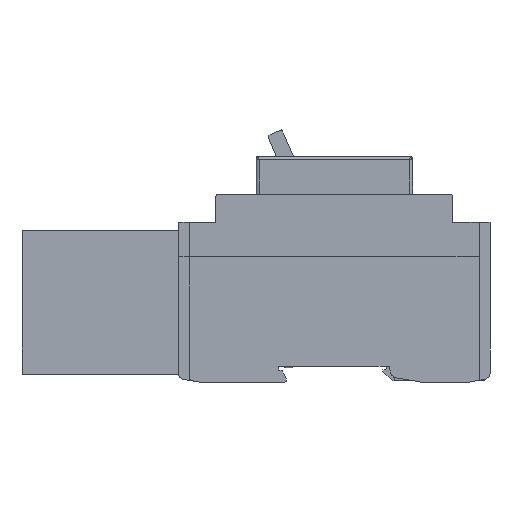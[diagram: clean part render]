
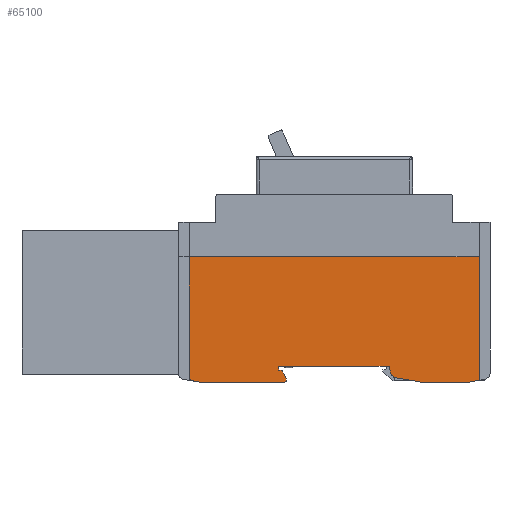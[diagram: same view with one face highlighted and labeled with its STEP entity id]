
A CAD part, left-side view. The second image highlights one B-rep face of the part: STEP entity #65100.
In plain terms, the highlighted planar face has unit normal (-1, 0, 0).
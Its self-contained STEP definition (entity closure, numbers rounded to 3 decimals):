
#6520=CARTESIAN_POINT('',(59.006,393.002,
-70.619));
#6530=DIRECTION('',(1.,0.,0.));
#6540=DIRECTION('',(0.,-1.,0.));
#6550=AXIS2_PLACEMENT_3D('',#6520,#6530,#6540);
#6560=CIRCLE('',#6550,1.);
#6570=CARTESIAN_POINT('',(59.006,393.176,
-71.603));
#6580=VERTEX_POINT('',#6570);
#6590=CARTESIAN_POINT('',(59.006,394.002,
-70.619));
#6600=VERTEX_POINT('',#6590);
#6610=EDGE_CURVE('',#6580,#6600,#6560,.T.);
#37610=CARTESIAN_POINT('',(59.006,365.552,0.));
#37620=DIRECTION('',(0.,0.,-1.));
#37630=VECTOR('',#37620,1.);
#37640=LINE('',#37610,#37630);
#37650=CARTESIAN_POINT('',(59.006,365.552,
-67.));
#37660=VERTEX_POINT('',#37650);
#37670=CARTESIAN_POINT('',(59.006,365.552,
-68.2));
#37680=VERTEX_POINT('',#37670);
#37690=EDGE_CURVE('',#37660,#37680,#37640,.T.);
#43440=CARTESIAN_POINT('',(59.006,0.,-128.469));
#43450=DIRECTION('',(0.,0.985,0.174));
#43460=VECTOR('',#43450,1.);
#43470=LINE('',#43440,#43460);
#43480=CARTESIAN_POINT('',(59.006,320.252,
-72.));
#43490=VERTEX_POINT('',#43480);
#43500=CARTESIAN_POINT('',(59.006,328.087,
-70.618));
#43510=VERTEX_POINT('',#43500);
#43520=EDGE_CURVE('',#43490,#43510,#43470,.T.);
#52710=CARTESIAN_POINT('',(59.006,0.,-18.295));
#52720=DIRECTION('',(0.,0.985,-0.174));
#52730=VECTOR('',#52720,1.);
#52740=LINE('',#52710,#52730);
#52750=CARTESIAN_POINT('',(59.006,301.502,
-71.458));
#52760=VERTEX_POINT('',#52750);
#52770=CARTESIAN_POINT('',(59.006,304.577,
-72.));
#52780=VERTEX_POINT('',#52770);
#52790=EDGE_CURVE('',#52760,#52780,#52740,.T.);
#58720=CARTESIAN_POINT('',(59.006,0.,-72.));
#58730=DIRECTION('',(0.,1.,0.));
#58740=VECTOR('',#58730,1.);
#58750=LINE('',#58720,#58740);
#58760=EDGE_CURVE('',#52780,#43490,#58750,.T.);
#58860=CARTESIAN_POINT('',(59.006,363.552,
-71.5));
#58870=DIRECTION('',(1.,0.,0.));
#58880=DIRECTION('',(0.,-1.,0.));
#58890=AXIS2_PLACEMENT_3D('',#58860,#58870,#58880);
#58900=CIRCLE('',#58890,0.5);
#58910=CARTESIAN_POINT('',(59.006,363.052,
-71.5));
#58920=VERTEX_POINT('',#58910);
#58930=CARTESIAN_POINT('',(59.006,363.552,
-72.));
#58940=VERTEX_POINT('',#58930);
#58950=EDGE_CURVE('',#58920,#58940,#58900,.T.);
#59230=CARTESIAN_POINT('',(59.006,364.352,
-68.411));
#59240=VERTEX_POINT('',#59230);
#59270=CARTESIAN_POINT('',(59.006,0.,-132.657));
#59280=DIRECTION('',(0.,-0.985,-0.174));
#59290=VECTOR('',#59280,1.);
#59300=LINE('',#59270,#59290);
#59310=EDGE_CURVE('',#37680,#59240,#59300,.T.);
#59880=CARTESIAN_POINT('',(59.006,0.,-140.931));
#59890=DIRECTION('',(0.,0.985,0.174));
#59900=VECTOR('',#59890,1.);
#59910=LINE('',#59880,#59900);
#59920=CARTESIAN_POINT('',(59.006,390.927,
-72.));
#59930=VERTEX_POINT('',#59920);
#59940=EDGE_CURVE('',#59930,#6580,#59910,.T.);
#60530=CARTESIAN_POINT('',(59.006,0.,-32.));
#60540=DIRECTION('',(0.,-1.,0.));
#60550=VECTOR('',#60540,1.);
#60560=LINE('',#60530,#60550);
#60570=CARTESIAN_POINT('',(59.006,394.002,
-32.));
#60580=VERTEX_POINT('',#60570);
#60590=CARTESIAN_POINT('',(59.006,301.502,
-32.));
#60600=VERTEX_POINT('',#60590);
#60610=EDGE_CURVE('',#60580,#60600,#60560,.T.);
#62830=CARTESIAN_POINT('',(59.006,330.252,
-67.));
#62840=VERTEX_POINT('',#62830);
#62870=CARTESIAN_POINT('',(59.006,348.204,0.));
#62880=DIRECTION('',(0.,0.259,0.966));
#62890=VECTOR('',#62880,1.);
#62900=LINE('',#62870,#62890);
#62910=CARTESIAN_POINT('',(59.006,329.671,
-69.166));
#62920=VERTEX_POINT('',#62910);
#62930=EDGE_CURVE('',#62920,#62840,#62900,.T.);
#63600=CARTESIAN_POINT('',(59.006,394.002,0.));
#63610=DIRECTION('',(0.,0.,1.));
#63620=VECTOR('',#63610,1.);
#63630=LINE('',#63600,#63620);
#63640=EDGE_CURVE('',#6600,#60580,#63630,.T.);
#63810=CARTESIAN_POINT('',(59.006,0.,-72.));
#63820=DIRECTION('',(0.,1.,0.));
#63830=VECTOR('',#63820,1.);
#63840=LINE('',#63810,#63830);
#63850=EDGE_CURVE('',#58940,#59930,#63840,.T.);
#64000=CARTESIAN_POINT('',(59.006,363.052,
-70.909));
#64010=VERTEX_POINT('',#64000);
#64040=CARTESIAN_POINT('',(59.006,399.963,0.));
#64050=DIRECTION('',(0.,-0.462,-0.887));
#64060=VECTOR('',#64050,1.);
#64070=LINE('',#64040,#64060);
#64080=EDGE_CURVE('',#59240,#64010,#64070,.T.);
#64200=CARTESIAN_POINT('',(59.006,363.052,0.));
#64210=DIRECTION('',(0.,0.,-1.));
#64220=VECTOR('',#64210,1.);
#64230=LINE('',#64200,#64220);
#64240=EDGE_CURVE('',#64010,#58920,#64230,.T.);
#64700=CARTESIAN_POINT('',(59.006,0.,201.084));
#64710=DIRECTION('',(1.,-0.,0.));
#64720=DIRECTION('',(0.,0.,-1.));
#64730=AXIS2_PLACEMENT_3D('',#64700,#64710,#64720);
#64740=PLANE('',#64730);
#64750=ORIENTED_EDGE('',*,*,#52790,.F.);
#64760=ORIENTED_EDGE('',*,*,#58760,.F.);
#64770=ORIENTED_EDGE('',*,*,#43520,.F.);
#64780=CARTESIAN_POINT('',(59.006,327.74,
-68.649));
#64790=DIRECTION('',(1.,0.,0.));
#64800=DIRECTION('',(0.,-1.,0.));
#64810=AXIS2_PLACEMENT_3D('',#64780,#64790,#64800);
#64820=CIRCLE('',#64810,2.);
#64830=EDGE_CURVE('',#43510,#62920,#64820,.T.);
#64840=ORIENTED_EDGE('',*,*,#64830,.F.);
#64850=ORIENTED_EDGE('',*,*,#62930,.F.);
#64860=CARTESIAN_POINT('',(59.006,0.,-67.));
#64870=DIRECTION('',(0.,1.,0.));
#64880=VECTOR('',#64870,1.);
#64890=LINE('',#64860,#64880);
#64900=EDGE_CURVE('',#62840,#37660,#64890,.T.);
#64910=ORIENTED_EDGE('',*,*,#64900,.F.);
#64920=ORIENTED_EDGE('',*,*,#37690,.F.);
#64930=ORIENTED_EDGE('',*,*,#59310,.F.);
#64940=ORIENTED_EDGE('',*,*,#64080,.F.);
#64950=ORIENTED_EDGE('',*,*,#64240,.F.);
#64960=ORIENTED_EDGE('',*,*,#58950,.F.);
#64970=ORIENTED_EDGE('',*,*,#63850,.F.);
#64980=ORIENTED_EDGE('',*,*,#59940,.F.);
#64990=ORIENTED_EDGE('',*,*,#6610,.F.);
#65000=ORIENTED_EDGE('',*,*,#63640,.F.);
#65010=ORIENTED_EDGE('',*,*,#60610,.F.);
#65020=CARTESIAN_POINT('',(59.006,301.502,0.));
#65030=DIRECTION('',(0.,0.,1.));
#65040=VECTOR('',#65030,1.);
#65050=LINE('',#65020,#65040);
#65060=EDGE_CURVE('',#52760,#60600,#65050,.T.);
#65070=ORIENTED_EDGE('',*,*,#65060,.T.);
#65080=EDGE_LOOP('',(#65070,#65010,#65000,#64990,#64980,#64970,#64960,
#64950,#64940,#64930,#64920,#64910,#64850,#64840,#64770,#64760,#64750));
#65090=FACE_OUTER_BOUND('',#65080,.T.);
#65100=ADVANCED_FACE('',(#65090),#64740,.F.);
